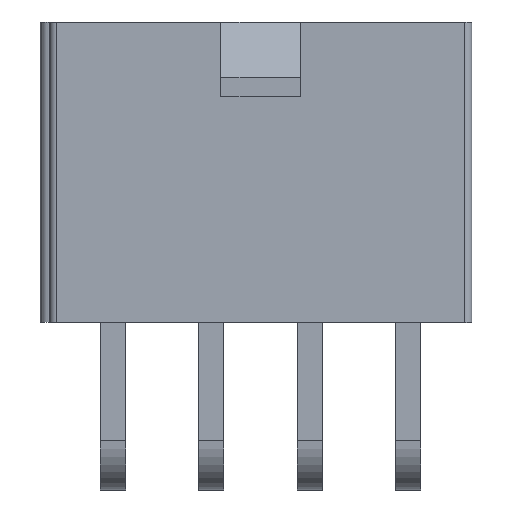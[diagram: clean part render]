
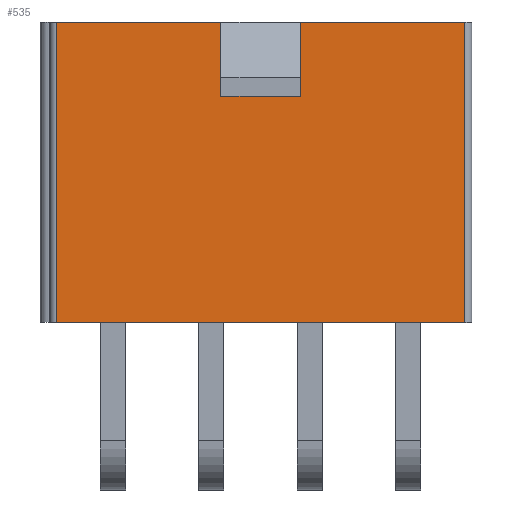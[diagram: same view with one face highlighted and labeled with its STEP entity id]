
A CAD part, top view. The second image highlights one B-rep face of the part: STEP entity #535.
In plain terms, the highlighted planar face has unit normal (0, 0, 1).
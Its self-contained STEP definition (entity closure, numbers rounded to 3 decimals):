
#33 = VERTEX_POINT('',#34);
#34 = CARTESIAN_POINT('',(8.,13.9,10.));
#35 = VERTEX_POINT('',#36);
#36 = CARTESIAN_POINT('',(4.6,13.9,10.));
#42 = EDGE_CURVE('',#35,#43,#45,.T.);
#43 = VERTEX_POINT('',#44);
#44 = CARTESIAN_POINT('',(-2.4,13.9,10.));
#45 = LINE('',#46,#47);
#46 = CARTESIAN_POINT('',(4.6,13.9,10.));
#47 = VECTOR('',#48,1.);
#48 = DIRECTION('',(-1.,0.,0.));
#119 = VERTEX_POINT('',#120);
#120 = CARTESIAN_POINT('',(15.,13.9,10.));
#127 = EDGE_CURVE('',#119,#33,#128,.T.);
#128 = LINE('',#129,#130);
#129 = CARTESIAN_POINT('',(15.,13.9,10.));
#130 = VECTOR('',#131,1.);
#131 = DIRECTION('',(-1.,0.,0.));
#508 = EDGE_CURVE('',#33,#509,#511,.T.);
#509 = VERTEX_POINT('',#510);
#510 = CARTESIAN_POINT('',(8.,10.85,10.));
#511 = LINE('',#512,#513);
#512 = CARTESIAN_POINT('',(8.,13.9,10.));
#513 = VECTOR('',#514,1.);
#514 = DIRECTION('',(0.,-1.,0.));
#535 = ADVANCED_FACE('',(#536),#577,.T.);
#536 = FACE_BOUND('',#537,.F.);
#537 = EDGE_LOOP('',(#538,#539,#540,#548,#556,#562,#563,#571));
#538 = ORIENTED_EDGE('',*,*,#508,.F.);
#539 = ORIENTED_EDGE('',*,*,#127,.F.);
#540 = ORIENTED_EDGE('',*,*,#541,.F.);
#541 = EDGE_CURVE('',#542,#119,#544,.T.);
#542 = VERTEX_POINT('',#543);
#543 = CARTESIAN_POINT('',(15.,1.1,10.));
#544 = LINE('',#545,#546);
#545 = CARTESIAN_POINT('',(15.,1.1,10.));
#546 = VECTOR('',#547,1.);
#547 = DIRECTION('',(0.,1.,0.));
#548 = ORIENTED_EDGE('',*,*,#549,.T.);
#549 = EDGE_CURVE('',#542,#550,#552,.T.);
#550 = VERTEX_POINT('',#551);
#551 = CARTESIAN_POINT('',(-2.4,1.1,10.));
#552 = LINE('',#553,#554);
#553 = CARTESIAN_POINT('',(15.,1.1,10.));
#554 = VECTOR('',#555,1.);
#555 = DIRECTION('',(-1.,0.,0.));
#556 = ORIENTED_EDGE('',*,*,#557,.T.);
#557 = EDGE_CURVE('',#550,#43,#558,.T.);
#558 = LINE('',#559,#560);
#559 = CARTESIAN_POINT('',(-2.4,1.1,10.));
#560 = VECTOR('',#561,1.);
#561 = DIRECTION('',(0.,1.,0.));
#562 = ORIENTED_EDGE('',*,*,#42,.F.);
#563 = ORIENTED_EDGE('',*,*,#564,.T.);
#564 = EDGE_CURVE('',#35,#565,#567,.T.);
#565 = VERTEX_POINT('',#566);
#566 = CARTESIAN_POINT('',(4.6,10.85,10.));
#567 = LINE('',#568,#569);
#568 = CARTESIAN_POINT('',(4.6,13.9,10.));
#569 = VECTOR('',#570,1.);
#570 = DIRECTION('',(0.,-1.,0.));
#571 = ORIENTED_EDGE('',*,*,#572,.F.);
#572 = EDGE_CURVE('',#509,#565,#573,.T.);
#573 = LINE('',#574,#575);
#574 = CARTESIAN_POINT('',(8.,10.85,10.));
#575 = VECTOR('',#576,1.);
#576 = DIRECTION('',(-1.,0.,0.));
#577 = PLANE('',#578);
#578 = AXIS2_PLACEMENT_3D('',#579,#580,#581);
#579 = CARTESIAN_POINT('',(15.3,13.9,10.));
#580 = DIRECTION('',(0.,0.,1.));
#581 = DIRECTION('',(-1.,0.,0.));
